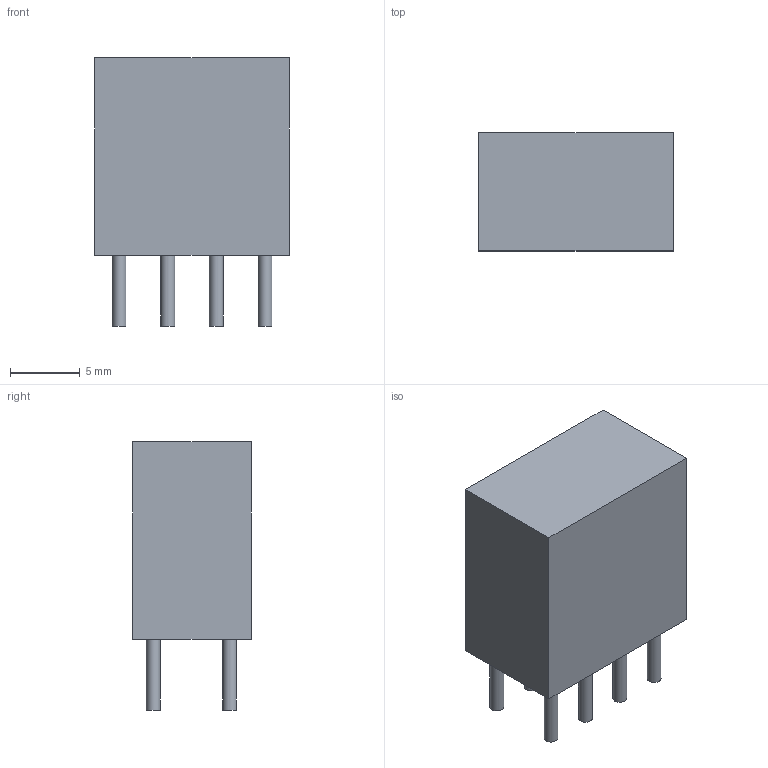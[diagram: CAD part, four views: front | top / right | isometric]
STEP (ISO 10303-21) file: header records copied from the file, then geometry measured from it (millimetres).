
FILE_DESCRIPTION(('FreeCAD Model'),'2;1');
FILE_NAME('1966478.1.6.stp','2021-07-16T09:24:52',( 'Author'),(''),'Open CASCADE STEP processor 6.9','FreeCAD','Unknown' );
FILE_SCHEMA(('AUTOMOTIVE_DESIGN { 1 0 10303 214 1 1 1 1 }'));
Length unit declared in the file: millimetre
Products named in the file (3): ASSEMBLY; Body; Leads
Assembly tree (2 placements, depth 2):
  ASSEMBLY
    Body
    Leads
Bounding box: 14 x 8.5 x 19.3 mm (x, y, z)
Volume: 1721.8 mm3; surface area: 1017.7 mm2
Topology: 9 solids, 9 shells, 30 faces, 36 edges, 24 vertices
Faces by surface type: plane 22, cylinder 8
Full cylindrical faces by diameter (mm): 1 x8
Entity records: 1179 total; most frequent: DIRECTION 190, CARTESIAN_POINT 165, LINE 76, VECTOR 76, ORIENTED_EDGE 72, PCURVE 72, DEFINITIONAL_REPRESENTATION 72, AXIS2_PLACEMENT_3D 49
